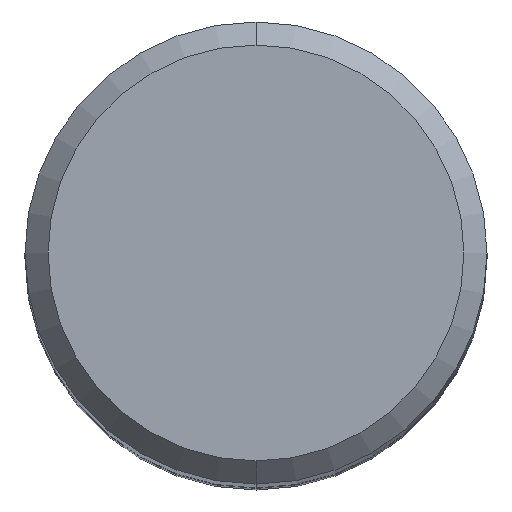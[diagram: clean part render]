
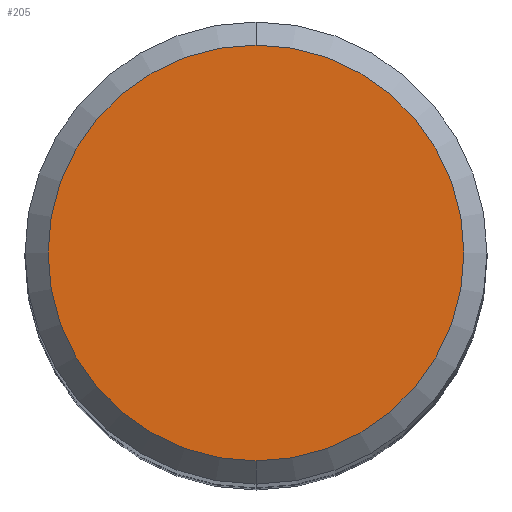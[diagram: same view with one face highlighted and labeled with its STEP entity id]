
A CAD part, top view. The second image highlights one B-rep face of the part: STEP entity #205.
In plain terms, the highlighted planar face has unit normal (0, 0, 1).
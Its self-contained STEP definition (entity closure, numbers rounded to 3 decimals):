
#205=ADVANCED_FACE('',(#525),#526,.T.);
#229=EDGE_CURVE('',#429,#425,#551,.T.);
#381=EDGE_CURVE('',#425,#429,#718,.T.);
#425=VERTEX_POINT('',#769);
#429=VERTEX_POINT('',#774);
#525=FACE_OUTER_BOUND('',#870,.T.);
#526=PLANE('',#871);
#551=CIRCLE('',#929,5.4);
#718=CIRCLE('',#1328,5.4);
#769=CARTESIAN_POINT('',(0.0,5.4,0.0));
#774=CARTESIAN_POINT('',(0.,-5.4,0.0));
#870=EDGE_LOOP('',(#1604,#1605));
#871=AXIS2_PLACEMENT_3D('',#1606,#1607,#1608);
#929=AXIS2_PLACEMENT_3D('',#1630,#1631,#1632);
#1328=AXIS2_PLACEMENT_3D('',#1809,#1810,#1811);
#1604=ORIENTED_EDGE('',*,*,#381,.F.);
#1605=ORIENTED_EDGE('',*,*,#229,.F.);
#1606=CARTESIAN_POINT('',(0.0,2.7,0.0));
#1607=DIRECTION('',(-0.0,0.0,1.0));
#1608=DIRECTION('',(0.0,-1.0,0.0));
#1630=CARTESIAN_POINT('',(0.0,0.0,0.0));
#1631=DIRECTION('',(0.0,0.0,-1.0));
#1632=DIRECTION('',(0.0,1.0,0.0));
#1809=CARTESIAN_POINT('',(0.0,0.0,0.0));
#1810=DIRECTION('',(0.0,0.0,-1.0));
#1811=DIRECTION('',(0.0,1.0,0.0));
